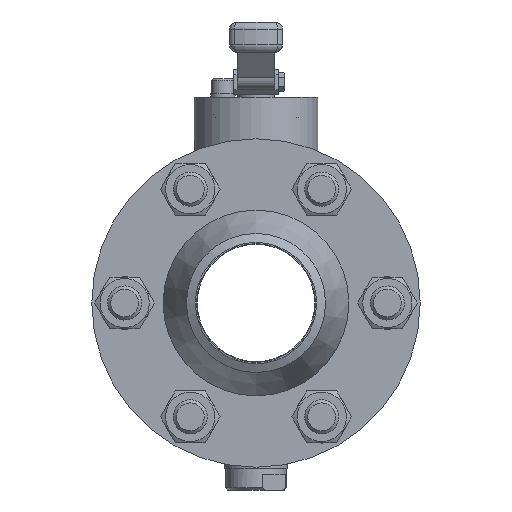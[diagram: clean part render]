
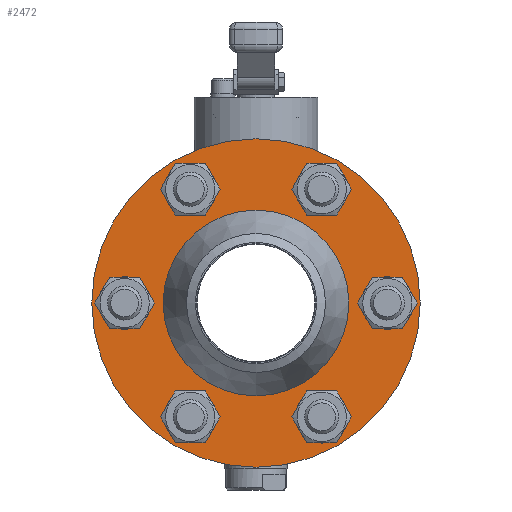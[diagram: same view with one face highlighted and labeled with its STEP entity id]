
A CAD part, left-side view. The second image highlights one B-rep face of the part: STEP entity #2472.
In plain terms, the highlighted planar face has unit normal (-1, 0, 0).
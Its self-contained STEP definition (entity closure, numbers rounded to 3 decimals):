
#2472=ADVANCED_FACE('',(#7661,#7663,#7665,#7667,#7669,#7671,#7673,#7675),#7677,.T.);
#7661=FACE_BOUND('',#7662,.T.);
#7662=EDGE_LOOP('',(#11213));
#7663=FACE_BOUND('',#7664,.T.);
#7664=EDGE_LOOP('',(#11214,#11215,#11216,#11217));
#7665=FACE_BOUND('',#7666,.T.);
#7666=EDGE_LOOP('',(#11218,#11219,#11220,#11221));
#7667=FACE_BOUND('',#7668,.T.);
#7668=EDGE_LOOP('',(#11222,#11223,#11224,#11225));
#7669=FACE_BOUND('',#7670,.T.);
#7670=EDGE_LOOP('',(#11226));
#7671=FACE_BOUND('',#7672,.T.);
#7672=EDGE_LOOP('',(#11227,#11228,#11229,#11230));
#7673=FACE_BOUND('',#7674,.T.);
#7674=EDGE_LOOP('',(#11231,#11232,#11233,#11234));
#7675=FACE_BOUND('',#7676,.T.);
#7676=EDGE_LOOP('',(#11235,#11236,#11237,#11238));
#7677=PLANE('',#7678);
#7678=AXIS2_PLACEMENT_3D('',#7679,#7680,#7681);
#7679=CARTESIAN_POINT('',(-93.,0.,0.));
#7680=DIRECTION('',(-1.,-0.,-0.));
#7681=DIRECTION('',(0.,0.,1.));
#11213=ORIENTED_EDGE('',*,*,#12984,.T.);
#11214=ORIENTED_EDGE('',*,*,#13081,.F.);
#11215=ORIENTED_EDGE('',*,*,#13082,.F.);
#11216=ORIENTED_EDGE('',*,*,#12989,.T.);
#11217=ORIENTED_EDGE('',*,*,#13083,.F.);
#11218=ORIENTED_EDGE('',*,*,#13084,.F.);
#11219=ORIENTED_EDGE('',*,*,#13085,.F.);
#11220=ORIENTED_EDGE('',*,*,#13002,.T.);
#11221=ORIENTED_EDGE('',*,*,#13086,.F.);
#11222=ORIENTED_EDGE('',*,*,#13087,.F.);
#11223=ORIENTED_EDGE('',*,*,#13088,.F.);
#11224=ORIENTED_EDGE('',*,*,#12992,.T.);
#11225=ORIENTED_EDGE('',*,*,#13089,.F.);
#11226=ORIENTED_EDGE('',*,*,#13090,.F.);
#11227=ORIENTED_EDGE('',*,*,#13091,.F.);
#11228=ORIENTED_EDGE('',*,*,#13092,.F.);
#11229=ORIENTED_EDGE('',*,*,#12996,.T.);
#11230=ORIENTED_EDGE('',*,*,#13093,.F.);
#11231=ORIENTED_EDGE('',*,*,#13094,.F.);
#11232=ORIENTED_EDGE('',*,*,#13095,.F.);
#11233=ORIENTED_EDGE('',*,*,#12986,.T.);
#11234=ORIENTED_EDGE('',*,*,#13096,.F.);
#11235=ORIENTED_EDGE('',*,*,#13097,.F.);
#11236=ORIENTED_EDGE('',*,*,#13098,.F.);
#11237=ORIENTED_EDGE('',*,*,#12999,.T.);
#11238=ORIENTED_EDGE('',*,*,#13099,.F.);
#12984=EDGE_CURVE('',#14567,#14567,#14568,.T.);
#12986=EDGE_CURVE('',#14572,#14569,#14573,.T.);
#12989=EDGE_CURVE('',#14578,#14575,#14579,.T.);
#12992=EDGE_CURVE('',#14584,#14581,#14585,.T.);
#12996=EDGE_CURVE('',#14588,#14590,#14592,.T.);
#12999=EDGE_CURVE('',#14594,#14596,#14598,.T.);
#13002=EDGE_CURVE('',#14600,#14602,#14604,.T.);
#13081=EDGE_CURVE('',#14743,#14744,#14745,.T.);
#13082=EDGE_CURVE('',#14578,#14743,#14746,.F.);
#13083=EDGE_CURVE('',#14744,#14575,#14747,.F.);
#13084=EDGE_CURVE('',#14748,#14749,#14750,.T.);
#13085=EDGE_CURVE('',#14600,#14748,#14751,.F.);
#13086=EDGE_CURVE('',#14749,#14602,#14752,.F.);
#13087=EDGE_CURVE('',#14753,#14754,#14755,.T.);
#13088=EDGE_CURVE('',#14584,#14753,#14756,.F.);
#13089=EDGE_CURVE('',#14754,#14581,#14757,.F.);
#13090=EDGE_CURVE('',#14758,#14758,#14759,.T.);
#13091=EDGE_CURVE('',#14760,#14761,#14762,.T.);
#13092=EDGE_CURVE('',#14588,#14760,#14763,.F.);
#13093=EDGE_CURVE('',#14761,#14590,#14764,.F.);
#13094=EDGE_CURVE('',#14765,#14766,#14767,.T.);
#13095=EDGE_CURVE('',#14572,#14765,#14768,.F.);
#13096=EDGE_CURVE('',#14766,#14569,#14769,.F.);
#13097=EDGE_CURVE('',#14770,#14771,#14772,.T.);
#13098=EDGE_CURVE('',#14594,#14770,#14773,.F.);
#13099=EDGE_CURVE('',#14771,#14596,#14774,.F.);
#14567=VERTEX_POINT('',#20124);
#14568=CIRCLE('',#20125,130.);
#14569=VERTEX_POINT('',#20129);
#14572=VERTEX_POINT('',#20135);
#14573=CIRCLE('',#20136,14.5);
#14575=VERTEX_POINT('',#20144);
#14578=VERTEX_POINT('',#20150);
#14579=CIRCLE('',#20151,14.5);
#14581=VERTEX_POINT('',#20159);
#14584=VERTEX_POINT('',#20165);
#14585=CIRCLE('',#20166,14.5);
#14588=VERTEX_POINT('',#20175);
#14590=VERTEX_POINT('',#20180);
#14592=CIRCLE('',#20185,14.5);
#14594=VERTEX_POINT('',#20190);
#14596=VERTEX_POINT('',#20195);
#14598=CIRCLE('',#20200,14.5);
#14600=VERTEX_POINT('',#20205);
#14602=VERTEX_POINT('',#20210);
#14604=CIRCLE('',#20215,14.5);
#14743=VERTEX_POINT('',#20537);
#14744=VERTEX_POINT('',#20538);
#14745=CIRCLE('',#20539,20.75);
#14746=LINE('',#20543,#20544);
#14747=LINE('',#20546,#20547);
#14748=VERTEX_POINT('',#20549);
#14749=VERTEX_POINT('',#20550);
#14750=CIRCLE('',#20551,20.75);
#14751=LINE('',#20555,#20556);
#14752=LINE('',#20558,#20559);
#14753=VERTEX_POINT('',#20561);
#14754=VERTEX_POINT('',#20562);
#14755=CIRCLE('',#20563,20.75);
#14756=LINE('',#20567,#20568);
#14757=LINE('',#20570,#20571);
#14758=VERTEX_POINT('',#20573);
#14759=CIRCLE('',#20574,73.5);
#14760=VERTEX_POINT('',#20578);
#14761=VERTEX_POINT('',#20579);
#14762=CIRCLE('',#20580,20.75);
#14763=LINE('',#20584,#20585);
#14764=LINE('',#20587,#20588);
#14765=VERTEX_POINT('',#20590);
#14766=VERTEX_POINT('',#20591);
#14767=CIRCLE('',#20592,20.75);
#14768=LINE('',#20596,#20597);
#14769=LINE('',#20599,#20600);
#14770=VERTEX_POINT('',#20602);
#14771=VERTEX_POINT('',#20603);
#14772=CIRCLE('',#20604,20.75);
#14773=LINE('',#20608,#20609);
#14774=LINE('',#20611,#20612);
#20124=CARTESIAN_POINT('',(-93.,0.,130.));
#20125=AXIS2_PLACEMENT_3D('',#20126,#20127,#20128);
#20126=CARTESIAN_POINT('',(-93.,0.,0.));
#20127=DIRECTION('',(-1.,-0.,-0.));
#20128=DIRECTION('',(0.,0.,1.));
#20129=CARTESIAN_POINT('',(-93.,117.048,-6.324));
#20135=CARTESIAN_POINT('',(-93.,114.752,-9.729));
#20136=AXIS2_PLACEMENT_3D('',#20137,#20138,#20139);
#20137=CARTESIAN_POINT('',(-93.,104.,0.));
#20138=DIRECTION('',(1.,0.,-0.));
#20139=DIRECTION('',(0.,0.742,-0.671));
#20144=CARTESIAN_POINT('',(-93.,53.048,-104.529));
#20150=CARTESIAN_POINT('',(-93.,48.951,-104.242));
#20151=AXIS2_PLACEMENT_3D('',#20152,#20153,#20154);
#20152=CARTESIAN_POINT('',(-93.,52.,-90.067));
#20153=DIRECTION('',(1.,0.,-0.));
#20154=DIRECTION('',(0.,-0.21,-0.978));
#20159=CARTESIAN_POINT('',(-93.,-64.001,-98.205));
#20165=CARTESIAN_POINT('',(-93.,-65.801,-94.514));
#20166=AXIS2_PLACEMENT_3D('',#20167,#20168,#20169);
#20167=CARTESIAN_POINT('',(-93.,-52.,-90.067));
#20168=DIRECTION('',(1.,0.,0.));
#20169=DIRECTION('',(0.,-0.952,-0.307));
#20175=CARTESIAN_POINT('',(-93.,-114.752,9.729));
#20180=CARTESIAN_POINT('',(-93.,-117.048,6.324));
#20185=AXIS2_PLACEMENT_3D('',#20186,#20187,#20188);
#20186=CARTESIAN_POINT('',(-93.,-104.,0.));
#20187=DIRECTION('',(1.,0.,0.));
#20188=DIRECTION('',(0.,-0.742,0.671));
#20190=CARTESIAN_POINT('',(-93.,-48.951,104.242));
#20195=CARTESIAN_POINT('',(-93.,-53.048,104.529));
#20200=AXIS2_PLACEMENT_3D('',#20201,#20202,#20203);
#20201=CARTESIAN_POINT('',(-93.,-52.,90.067));
#20202=DIRECTION('',(1.,0.,0.));
#20203=DIRECTION('',(0.,0.21,0.978));
#20205=CARTESIAN_POINT('',(-93.,65.801,94.514));
#20210=CARTESIAN_POINT('',(-93.,64.001,98.205));
#20215=AXIS2_PLACEMENT_3D('',#20216,#20217,#20218);
#20216=CARTESIAN_POINT('',(-93.,52.,90.067));
#20217=DIRECTION('',(1.,0.,-0.));
#20218=DIRECTION('',(0.,0.952,0.307));
#20537=CARTESIAN_POINT('',(-93.,48.951,-110.591));
#20538=CARTESIAN_POINT('',(-93.,53.048,-110.79));
#20539=AXIS2_PLACEMENT_3D('',#20540,#20541,#20542);
#20540=CARTESIAN_POINT('',(-93.,52.,-90.067));
#20541=DIRECTION('',(-1.,-0.,0.));
#20542=DIRECTION('',(0.,-0.147,-0.989));
#20543=CARTESIAN_POINT('',(-93.,48.951,-110.591));
#20544=VECTOR('',#20545,1.);
#20545=DIRECTION('',(0.,0.,1.));
#20546=CARTESIAN_POINT('',(-93.,53.048,-104.529));
#20547=VECTOR('',#20548,1.);
#20548=DIRECTION('',(0.,0.,-1.));
#20549=CARTESIAN_POINT('',(-93.,71.3,97.688));
#20550=CARTESIAN_POINT('',(-93.,69.423,101.336));
#20551=AXIS2_PLACEMENT_3D('',#20552,#20553,#20554);
#20552=CARTESIAN_POINT('',(-93.,52.,90.067));
#20553=DIRECTION('',(-1.,0.,0.));
#20554=DIRECTION('',(0.,0.93,0.367));
#20555=CARTESIAN_POINT('',(-93.,71.3,97.688));
#20556=VECTOR('',#20557,1.);
#20557=DIRECTION('',(0.,-0.866,-0.5));
#20558=CARTESIAN_POINT('',(-93.,64.001,98.205));
#20559=VECTOR('',#20560,1.);
#20560=DIRECTION('',(0.,0.866,0.5));
#20561=CARTESIAN_POINT('',(-93.,-71.3,-97.688));
#20562=CARTESIAN_POINT('',(-93.,-69.423,-101.336));
#20563=AXIS2_PLACEMENT_3D('',#20564,#20565,#20566);
#20564=CARTESIAN_POINT('',(-93.,-52.,-90.067));
#20565=DIRECTION('',(-1.,-0.,0.));
#20566=DIRECTION('',(0.,-0.93,-0.367));
#20567=CARTESIAN_POINT('',(-93.,-71.3,-97.688));
#20568=VECTOR('',#20569,1.);
#20569=DIRECTION('',(0.,0.866,0.5));
#20570=CARTESIAN_POINT('',(-93.,-64.001,-98.205));
#20571=VECTOR('',#20572,1.);
#20572=DIRECTION('',(0.,-0.866,-0.5));
#20573=CARTESIAN_POINT('',(-93.,0.,73.5));
#20574=AXIS2_PLACEMENT_3D('',#20575,#20576,#20577);
#20575=CARTESIAN_POINT('',(-93.,0.,0.));
#20576=DIRECTION('',(-1.,-0.,-0.));
#20577=DIRECTION('',(0.,0.,1.));
#20578=CARTESIAN_POINT('',(-93.,-120.25,12.903));
#20579=CARTESIAN_POINT('',(-93.,-122.471,9.454));
#20580=AXIS2_PLACEMENT_3D('',#20581,#20582,#20583);
#20581=CARTESIAN_POINT('',(-93.,-104.,0.));
#20582=DIRECTION('',(-1.,0.,0.));
#20583=DIRECTION('',(0.,-0.783,0.622));
#20584=CARTESIAN_POINT('',(-93.,-120.25,12.903));
#20585=VECTOR('',#20586,1.);
#20586=DIRECTION('',(0.,0.866,-0.5));
#20587=CARTESIAN_POINT('',(-93.,-117.048,6.324));
#20588=VECTOR('',#20589,1.);
#20589=DIRECTION('',(0.,-0.866,0.5));
#20590=CARTESIAN_POINT('',(-93.,120.25,-12.903));
#20591=CARTESIAN_POINT('',(-93.,122.471,-9.454));
#20592=AXIS2_PLACEMENT_3D('',#20593,#20594,#20595);
#20593=CARTESIAN_POINT('',(-93.,104.,0.));
#20594=DIRECTION('',(-1.,-0.,0.));
#20595=DIRECTION('',(0.,0.783,-0.622));
#20596=CARTESIAN_POINT('',(-93.,120.25,-12.903));
#20597=VECTOR('',#20598,1.);
#20598=DIRECTION('',(0.,-0.866,0.5));
#20599=CARTESIAN_POINT('',(-93.,117.048,-6.324));
#20600=VECTOR('',#20601,1.);
#20601=DIRECTION('',(0.,0.866,-0.5));
#20602=CARTESIAN_POINT('',(-93.,-48.951,110.591));
#20603=CARTESIAN_POINT('',(-93.,-53.048,110.79));
#20604=AXIS2_PLACEMENT_3D('',#20605,#20606,#20607);
#20605=CARTESIAN_POINT('',(-93.,-52.,90.067));
#20606=DIRECTION('',(-1.,0.,0.));
#20607=DIRECTION('',(0.,0.147,0.989));
#20608=CARTESIAN_POINT('',(-93.,-48.951,110.591));
#20609=VECTOR('',#20610,1.);
#20610=DIRECTION('',(0.,0.,-1.));
#20611=CARTESIAN_POINT('',(-93.,-53.048,104.529));
#20612=VECTOR('',#20613,1.);
#20613=DIRECTION('',(0.,0.,1.));
